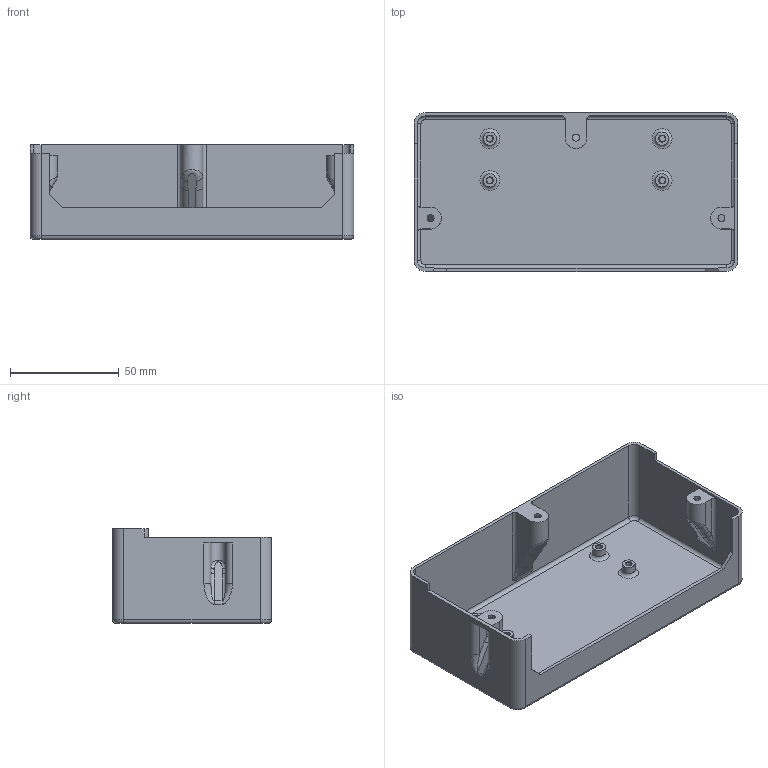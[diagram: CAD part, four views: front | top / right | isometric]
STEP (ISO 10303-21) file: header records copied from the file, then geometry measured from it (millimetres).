
FILE_DESCRIPTION(('Open CASCADE Model'),'2;1');
FILE_NAME('Open CASCADE Shape Model','2024-08-27T16:14:12',('Author'),( 'Open CASCADE'),'Open CASCADE STEP processor 7.7','Open CASCADE 7.7' ,'Unknown');
FILE_SCHEMA(('AUTOMOTIVE_DESIGN { 1 0 10303 214 1 1 1 1 }'));
Length unit declared in the file: millimetre
Products named in the file (1): Open CASCADE STEP translator 7.7 18
Bounding box: 149.2 x 73.2 x 43.6 mm (x, y, z)
Volume: 42455.4 mm3; surface area: 53149.8 mm2
Topology: 1 solids, 1 shells, 199 faces, 486 edges, 296 vertices
Faces by surface type: plane 84, cylinder 63, bspline 36, torus 12, cone 4
Full cylindrical faces by diameter (mm): 2.85 x4, 3.2 x3, 6 x4
Entity records: 19380 total; most frequent: CARTESIAN_POINT 10404, DIRECTION 1476, ORIENTED_EDGE 966, PCURVE 966, DEFINITIONAL_REPRESENTATION 966, LINE 851, VECTOR 851, EDGE_CURVE 483
